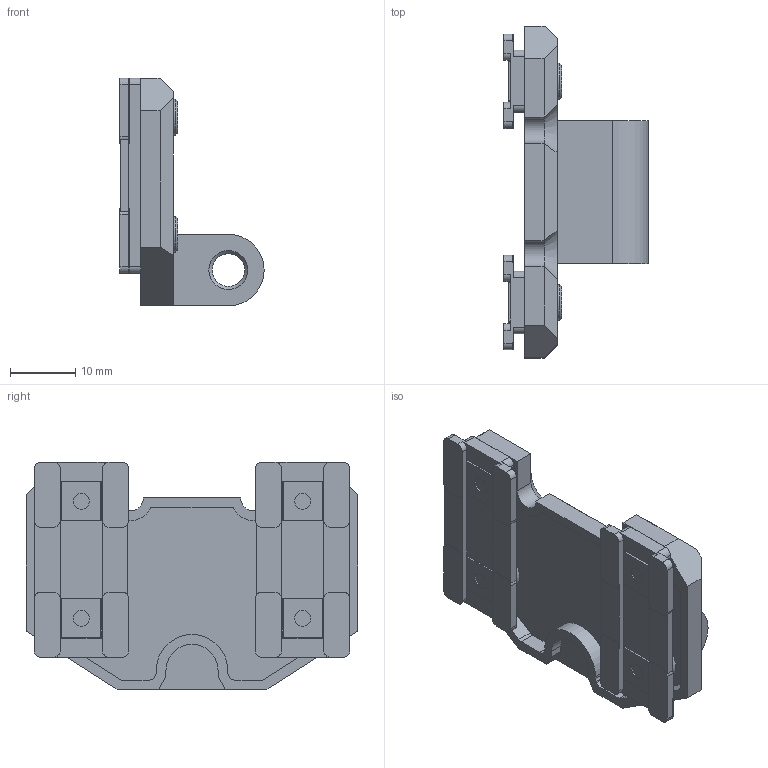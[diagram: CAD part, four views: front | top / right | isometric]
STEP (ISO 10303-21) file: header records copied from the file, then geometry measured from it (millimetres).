
FILE_DESCRIPTION(/* description */ (''),/* implementation_level */ '2;1');
FILE_NAME(/* name */ 'ACWA-0061_glissire_pivot.step',/* time_stamp */ '2024-02-28T16:37:59+01:00',/* author */ (''),/* organization */ (''),/* preprocessor_version */ 'ST-DEVELOPER v20',/* originating_system */ 'Autodesk Translation Framework v12.20.1.177',/* authorisation */ '');
FILE_SCHEMA (('AUTOMOTIVE_DESIGN { 1 0 10303 214 3 1 1 }'));
Length unit declared in the file: millimetre
Products named in the file (1): ACWA-0061
Bounding box: 22.18 x 51 x 35 mm (x, y, z)
Volume: 9177.2 mm3; surface area: 9032.9 mm2
Topology: 7 solids, 7 shells, 385 faces, 952 edges, 626 vertices
Faces by surface type: plane 231, cylinder 126, cone 24, torus 4
Full cylindrical faces by diameter (mm): 2.459 x4, 3 x4, 3.2 x4, 4.5 x4, 5 x5, 5.5 x4, 5.8 x4, 5.95 x4, 6 x4, 6.4 x4, 6.5 x4, 7 x2
Entity records: 11742 total; most frequent: DIRECTION 2024, CARTESIAN_POINT 1968, ORIENTED_EDGE 1904, EDGE_CURVE 952, AXIS2_PLACEMENT_3D 688, LINE 648, VECTOR 648, VERTEX_POINT 626
